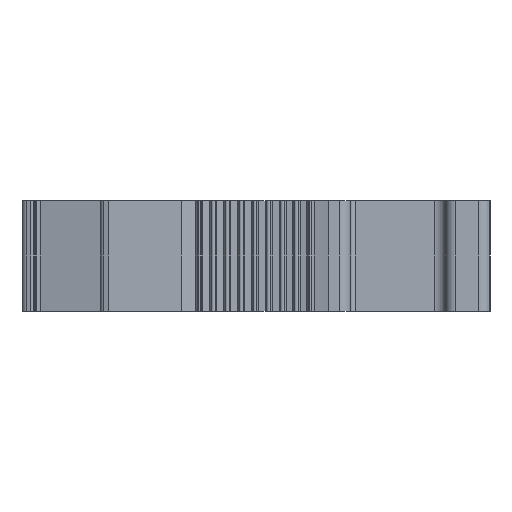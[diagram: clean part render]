
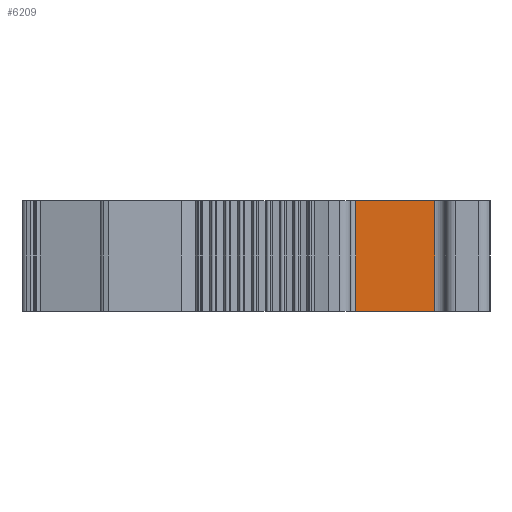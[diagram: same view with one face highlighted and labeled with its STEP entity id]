
A CAD part, left-side view. The second image highlights one B-rep face of the part: STEP entity #6209.
In plain terms, the highlighted planar face has unit normal (-1, 0, 0).
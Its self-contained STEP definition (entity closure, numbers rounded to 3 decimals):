
#375=DIRECTION('',(0.,-1.,0.));
#376=VECTOR('',#375,7.1);
#377=CARTESIAN_POINT('',(-39.05,-7.5,-5.));
#378=LINE('',#377,#376);
#1306=DIRECTION('',(0.,-1.,0.));
#1307=VECTOR('',#1306,7.1);
#1308=CARTESIAN_POINT('',(-39.05,-7.5,5.));
#1309=LINE('',#1308,#1307);
#2039=DIRECTION('',(0.,0.,1.));
#2040=VECTOR('',#2039,10.);
#2041=CARTESIAN_POINT('',(-39.05,-14.6,-5.));
#2042=LINE('',#2041,#2040);
#2043=DIRECTION('',(0.,0.,1.));
#2044=VECTOR('',#2043,10.);
#2045=CARTESIAN_POINT('',(-39.05,-7.5,-5.));
#2046=LINE('',#2045,#2044);
#3665=CARTESIAN_POINT('',(-39.05,-7.5,5.));
#3666=VERTEX_POINT('',#3665);
#3667=CARTESIAN_POINT('',(-39.05,-14.6,5.));
#3668=VERTEX_POINT('',#3667);
#4043=CARTESIAN_POINT('',(-39.05,-7.5,-5.));
#4044=VERTEX_POINT('',#4043);
#4045=CARTESIAN_POINT('',(-39.05,-14.6,-5.));
#4046=VERTEX_POINT('',#4045);
#6197=CARTESIAN_POINT('',(-39.05,-7.5,-5.));
#6198=DIRECTION('',(-1.,0.,0.));
#6199=DIRECTION('',(0.,-1.,0.));
#6200=AXIS2_PLACEMENT_3D('',#6197,#6198,#6199);
#6201=PLANE('',#6200);
#6202=ORIENTED_EDGE('',*,*,#5194,.T.);
#6203=ORIENTED_EDGE('',*,*,#6192,.F.);
#6204=ORIENTED_EDGE('',*,*,#4748,.F.);
#6206=ORIENTED_EDGE('',*,*,#6205,.T.);
#6207=EDGE_LOOP('',(#6202,#6203,#6204,#6206));
#6208=FACE_OUTER_BOUND('',#6207,.F.);
#6209=ADVANCED_FACE('',(#6208),#6201,.T.);
#4748=EDGE_CURVE('',#4044,#4046,#378,.T.);
#5194=EDGE_CURVE('',#3666,#3668,#1309,.T.);
#6192=EDGE_CURVE('',#4046,#3668,#2042,.T.);
#6205=EDGE_CURVE('',#4044,#3666,#2046,.T.);
